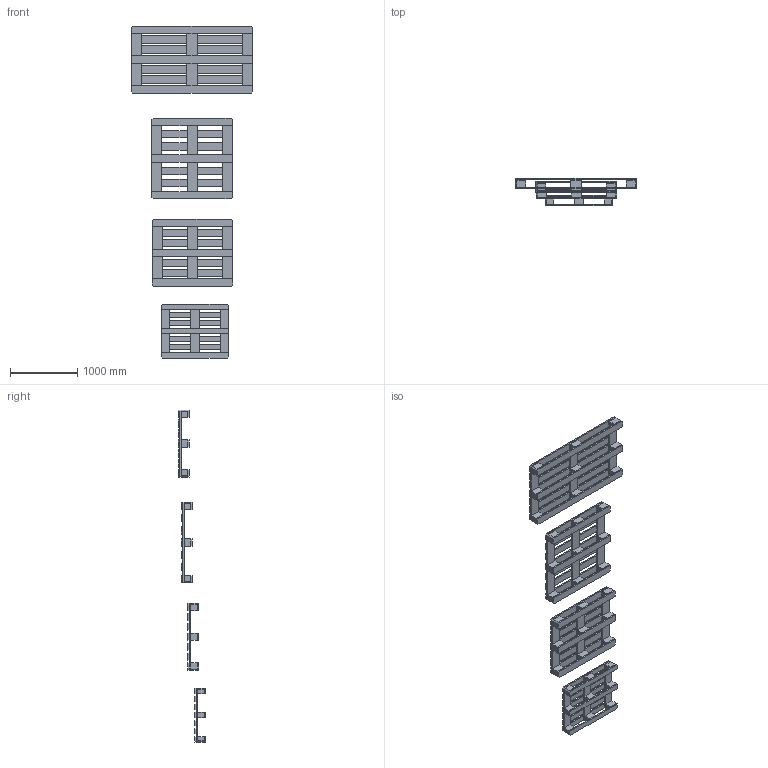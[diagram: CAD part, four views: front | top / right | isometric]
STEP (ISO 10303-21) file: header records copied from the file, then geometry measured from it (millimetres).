
FILE_DESCRIPTION (( 'STEP AP203' ), '1' );
FILE_NAME ('Pallets.STEP', '2024-08-18T09:32:47', ( '' ), ( '' ), 'SwSTEP 2.0', 'SolidWorks 2015', '' );
FILE_SCHEMA (( 'CONFIG_CONTROL_DESIGN' ));
Length unit declared in the file: millimetre
Products named in the file (5): Pallet 100x80; Pallet 120x120; Pallets; Pallet 120x100; Pallet 180x100
Assembly tree (4 placements, depth 2):
  Pallets
    Pallet 100x80
    Pallet 120x100
    Pallet 120x120
    Pallet 180x100
Bounding box: 1800 x 407.05 x 4941.89 mm (x, y, z)
Volume: 196238000 mm3; surface area: 19901407.7 mm2
Topology: 88 solids, 88 shells, 592 faces, 1248 edges, 832 vertices
Faces by surface type: plane 592
Entity records: 15847 total; most frequent: CARTESIAN_POINT 2679, ORIENTED_EDGE 2496, DIRECTION 2446, VECTOR 1248, EDGE_CURVE 1248, LINE 1248, VERTEX_POINT 832, AXIS2_PLACEMENT_3D 599
